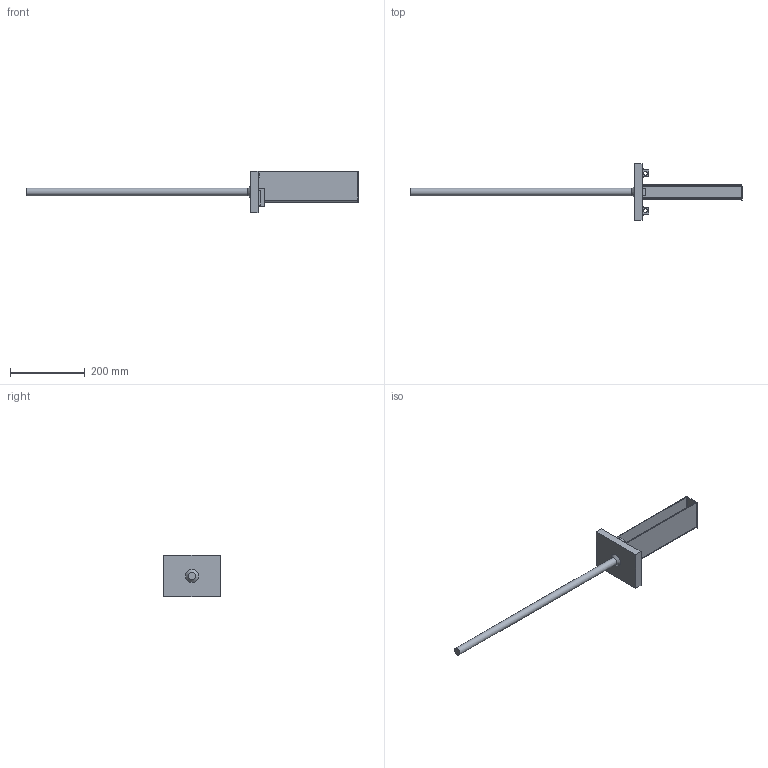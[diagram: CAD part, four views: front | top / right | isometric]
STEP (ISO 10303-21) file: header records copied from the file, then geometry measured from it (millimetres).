
FILE_DESCRIPTION(/* description */ (''),/* implementation_level */ '2;1');
FILE_NAME(/* name */ 'SF 300 Column unit.stp',/* time_stamp */ '2020-02-18T14:58:42+01:00',/* author */ ('Bruker'),/* organization */ (''),/* preprocessor_version */ 'ST-DEVELOPER v18',/* originating_system */ 'Autodesk Inventor 2020',/* authorisation */ '');
FILE_SCHEMA (('AUTOMOTIVE_DESIGN { 1 0 10303 214 3 1 1 }'));
Length unit declared in the file: millimetre
Products named in the file (7): SF 300 Column unit; SF 300 Column unit_1; SF 300-2 Steel plate; SF 300-3 Threaded insert; SF 300-4 reinforcement bar; SF 300-5 Round steel; SF 300-1 U-channel
Assembly tree (7 placements, depth 2):
  SF 300 Column unit
    SF 300 Column unit_1
    SF 300-2 Steel plate
    SF 300-3 Threaded insert  x2
    SF 300-4 reinforcement bar
    SF 300-5 Round steel
    SF 300-1 U-channel
Bounding box: 887 x 150 x 110 mm (x, y, z)
Volume: 659408.7 mm3; surface area: 212293.5 mm2
Topology: 15 solids, 15 shells, 106 faces, 205 edges, 128 vertices
Faces by surface type: plane 93, cylinder 12, cone 1
Full cylindrical faces by diameter (mm): 8 x1, 10.106 x2, 20 x2
Entity records: 2783 total; most frequent: CARTESIAN_POINT 477, DIRECTION 443, ORIENTED_EDGE 378, EDGE_CURVE 189, LINE 159, VECTOR 159, AXIS2_PLACEMENT_3D 142, VERTEX_POINT 117
